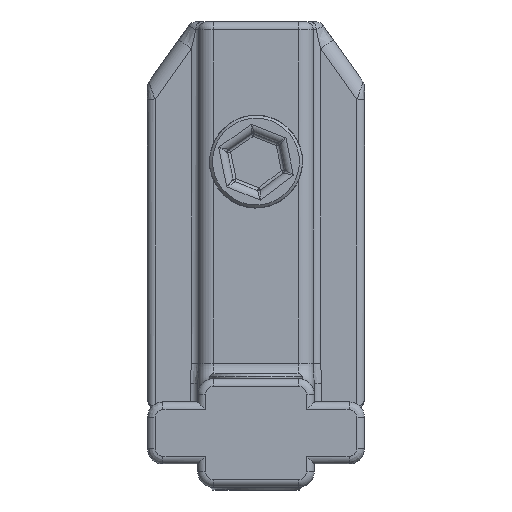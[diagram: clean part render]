
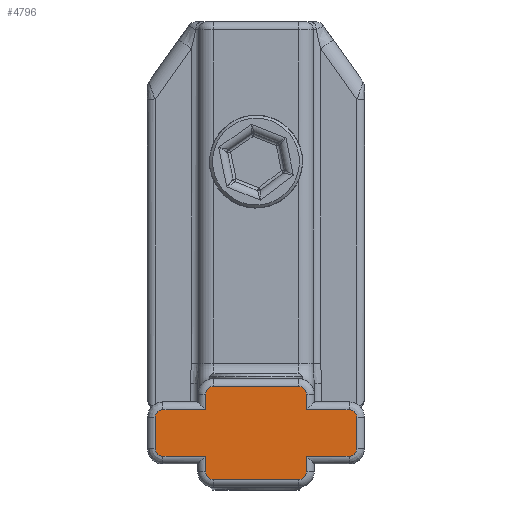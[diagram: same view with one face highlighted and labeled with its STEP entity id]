
A CAD part, front view. The second image highlights one B-rep face of the part: STEP entity #4796.
In plain terms, the highlighted planar face has unit normal (0, -1, 0).
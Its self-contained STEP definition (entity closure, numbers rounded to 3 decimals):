
#3773=CARTESIAN_POINT('',(-3.25,0.0,-1.5));
#3774=VERTEX_POINT('',#3773);
#3775=CARTESIAN_POINT('',(-6.,0.0,-1.5));
#3776=VERTEX_POINT('',#3775);
#3777=CARTESIAN_POINT('',(-3.25,0.0,-1.5));
#3778=DIRECTION('',(-1.0,0.0,0.0));
#3779=VECTOR('',#3778,2.75);
#3780=LINE('',#3777,#3779);
#3781=EDGE_CURVE('',#3774,#3776,#3780,.T.);
#3890=CARTESIAN_POINT('',(-6.5,0.0,-1.0));
#3891=VERTEX_POINT('',#3890);
#3901=CARTESIAN_POINT('',(-6.,0.0,-1.0));
#3902=DIRECTION('',(0.0,1.0,0.0));
#3903=DIRECTION('',(-0.707,0.0,-0.707));
#3904=AXIS2_PLACEMENT_3D('',#3901,#3902,#3903);
#3905=CIRCLE('',#3904,0.5);
#3906=EDGE_CURVE('',#3776,#3891,#3905,.T.);
#3916=CARTESIAN_POINT('',(-6.5,0.0,1.0));
#3917=VERTEX_POINT('',#3916);
#3927=CARTESIAN_POINT('',(-6.5,0.0,-1.0));
#3928=DIRECTION('',(0.0,0.0,1.0));
#3929=VECTOR('',#3928,2.0);
#3930=LINE('',#3927,#3929);
#3931=EDGE_CURVE('',#3891,#3917,#3930,.T.);
#4025=CARTESIAN_POINT('',(-6.,0.0,1.5));
#4026=VERTEX_POINT('',#4025);
#4036=CARTESIAN_POINT('',(-6.,0.0,1.0));
#4037=DIRECTION('',(0.0,1.0,0.0));
#4038=DIRECTION('',(-0.707,0.0,0.707));
#4039=AXIS2_PLACEMENT_3D('',#4036,#4037,#4038);
#4040=CIRCLE('',#4039,0.5);
#4041=EDGE_CURVE('',#3917,#4026,#4040,.T.);
#4053=CARTESIAN_POINT('',(-3.25,0.0,1.5));
#4054=VERTEX_POINT('',#4053);
#4055=CARTESIAN_POINT('',(-6.,0.0,1.5));
#4056=DIRECTION('',(1.0,0.0,0.0));
#4057=VECTOR('',#4056,2.75);
#4058=LINE('',#4055,#4057);
#4059=EDGE_CURVE('',#4026,#4054,#4058,.T.);
#4076=CARTESIAN_POINT('',(-3.25,0.0,2.5));
#4077=VERTEX_POINT('',#4076);
#4078=CARTESIAN_POINT('',(-3.25,0.0,1.5));
#4079=DIRECTION('',(0.0,0.0,1.0));
#4080=VECTOR('',#4079,1.0);
#4081=LINE('',#4078,#4080);
#4082=EDGE_CURVE('',#4054,#4077,#4081,.T.);
#4101=CARTESIAN_POINT('',(-2.75,0.0,3.0));
#4102=VERTEX_POINT('',#4101);
#4120=CARTESIAN_POINT('',(-2.75,0.0,2.5));
#4121=DIRECTION('',(0.0,1.0,0.0));
#4122=DIRECTION('',(-0.707,0.0,0.707));
#4123=AXIS2_PLACEMENT_3D('',#4120,#4121,#4122);
#4124=CIRCLE('',#4123,0.5);
#4125=EDGE_CURVE('',#4077,#4102,#4124,.T.);
#4135=CARTESIAN_POINT('',(2.75,0.0,3.0));
#4136=VERTEX_POINT('',#4135);
#4153=CARTESIAN_POINT('',(-2.75,0.0,3.0));
#4154=DIRECTION('',(1.0,0.0,0.0));
#4155=VECTOR('',#4154,5.5);
#4156=LINE('',#4153,#4155);
#4157=EDGE_CURVE('',#4102,#4136,#4156,.T.);
#4167=CARTESIAN_POINT('',(3.25,0.0,2.5));
#4168=VERTEX_POINT('',#4167);
#4184=CARTESIAN_POINT('',(2.75,0.0,2.5));
#4185=DIRECTION('',(0.0,1.0,0.0));
#4186=DIRECTION('',(0.707,0.0,0.707));
#4187=AXIS2_PLACEMENT_3D('',#4184,#4185,#4186);
#4188=CIRCLE('',#4187,0.5);
#4189=EDGE_CURVE('',#4136,#4168,#4188,.T.);
#4201=CARTESIAN_POINT('',(3.25,0.0,1.5));
#4202=VERTEX_POINT('',#4201);
#4203=CARTESIAN_POINT('',(3.25,0.0,2.5));
#4204=DIRECTION('',(0.0,0.0,-1.0));
#4205=VECTOR('',#4204,1.0);
#4206=LINE('',#4203,#4205);
#4207=EDGE_CURVE('',#4168,#4202,#4206,.T.);
#4224=CARTESIAN_POINT('',(6.,0.0,1.5));
#4225=VERTEX_POINT('',#4224);
#4226=CARTESIAN_POINT('',(3.25,0.0,1.5));
#4227=DIRECTION('',(1.0,0.0,0.0));
#4228=VECTOR('',#4227,2.75);
#4229=LINE('',#4226,#4228);
#4230=EDGE_CURVE('',#4202,#4225,#4229,.T.);
#4333=CARTESIAN_POINT('',(6.5,0.0,1.0));
#4334=VERTEX_POINT('',#4333);
#4344=CARTESIAN_POINT('',(6.,0.0,1.0));
#4345=DIRECTION('',(0.0,1.0,0.0));
#4346=DIRECTION('',(0.707,0.0,0.707));
#4347=AXIS2_PLACEMENT_3D('',#4344,#4345,#4346);
#4348=CIRCLE('',#4347,0.5);
#4349=EDGE_CURVE('',#4225,#4334,#4348,.T.);
#4359=CARTESIAN_POINT('',(6.5,0.0,-1.0));
#4360=VERTEX_POINT('',#4359);
#4370=CARTESIAN_POINT('',(6.5,0.0,1.0));
#4371=DIRECTION('',(0.0,0.0,-1.0));
#4372=VECTOR('',#4371,2.0);
#4373=LINE('',#4370,#4372);
#4374=EDGE_CURVE('',#4334,#4360,#4373,.T.);
#4468=CARTESIAN_POINT('',(6.,0.0,-1.5));
#4469=VERTEX_POINT('',#4468);
#4479=CARTESIAN_POINT('',(6.,0.0,-1.0));
#4480=DIRECTION('',(0.0,1.0,0.0));
#4481=DIRECTION('',(0.707,0.0,-0.707));
#4482=AXIS2_PLACEMENT_3D('',#4479,#4480,#4481);
#4483=CIRCLE('',#4482,0.5);
#4484=EDGE_CURVE('',#4360,#4469,#4483,.T.);
#4496=CARTESIAN_POINT('',(3.25,0.0,-1.5));
#4497=VERTEX_POINT('',#4496);
#4498=CARTESIAN_POINT('',(6.,0.0,-1.5));
#4499=DIRECTION('',(-1.0,0.0,0.0));
#4500=VECTOR('',#4499,2.75);
#4501=LINE('',#4498,#4500);
#4502=EDGE_CURVE('',#4469,#4497,#4501,.T.);
#4519=CARTESIAN_POINT('',(3.25,0.0,-2.5));
#4520=VERTEX_POINT('',#4519);
#4521=CARTESIAN_POINT('',(3.25,0.0,-1.5));
#4522=DIRECTION('',(0.0,0.0,-1.0));
#4523=VECTOR('',#4522,1.);
#4524=LINE('',#4521,#4523);
#4525=EDGE_CURVE('',#4497,#4520,#4524,.T.);
#4544=CARTESIAN_POINT('',(2.75,0.0,-3.0));
#4545=VERTEX_POINT('',#4544);
#4563=CARTESIAN_POINT('',(2.75,0.0,-2.5));
#4564=DIRECTION('',(0.0,1.0,0.0));
#4565=DIRECTION('',(0.707,0.0,-0.707));
#4566=AXIS2_PLACEMENT_3D('',#4563,#4564,#4565);
#4567=CIRCLE('',#4566,0.5);
#4568=EDGE_CURVE('',#4520,#4545,#4567,.T.);
#4578=CARTESIAN_POINT('',(-2.75,0.0,-3.0));
#4579=VERTEX_POINT('',#4578);
#4596=CARTESIAN_POINT('',(2.75,0.0,-3.0));
#4597=DIRECTION('',(-1.0,0.0,0.0));
#4598=VECTOR('',#4597,5.5);
#4599=LINE('',#4596,#4598);
#4600=EDGE_CURVE('',#4545,#4579,#4599,.T.);
#4610=CARTESIAN_POINT('',(-3.25,0.0,-2.5));
#4611=VERTEX_POINT('',#4610);
#4627=CARTESIAN_POINT('',(-2.75,0.0,-2.5));
#4628=DIRECTION('',(0.0,1.0,0.0));
#4629=DIRECTION('',(-0.707,0.0,-0.707));
#4630=AXIS2_PLACEMENT_3D('',#4627,#4628,#4629);
#4631=CIRCLE('',#4630,0.5);
#4632=EDGE_CURVE('',#4579,#4611,#4631,.T.);
#4644=CARTESIAN_POINT('',(-3.25,0.0,-2.5));
#4645=DIRECTION('',(0.0,0.0,1.0));
#4646=VECTOR('',#4645,1.0);
#4647=LINE('',#4644,#4646);
#4648=EDGE_CURVE('',#4611,#3774,#4647,.T.);
#4769=CARTESIAN_POINT('',(0.,0.0,0.));
#4770=DIRECTION('',(0.0,1.0,0.0));
#4771=DIRECTION('',(0.0,0.0,1.0));
#4772=AXIS2_PLACEMENT_3D('',#4769,#4770,#4771);
#4773=PLANE('',#4772);
#4774=ORIENTED_EDGE('',*,*,#3781,.F.);
#4775=ORIENTED_EDGE('',*,*,#4648,.F.);
#4776=ORIENTED_EDGE('',*,*,#4632,.F.);
#4777=ORIENTED_EDGE('',*,*,#4600,.F.);
#4778=ORIENTED_EDGE('',*,*,#4568,.F.);
#4779=ORIENTED_EDGE('',*,*,#4525,.F.);
#4780=ORIENTED_EDGE('',*,*,#4502,.F.);
#4781=ORIENTED_EDGE('',*,*,#4484,.F.);
#4782=ORIENTED_EDGE('',*,*,#4374,.F.);
#4783=ORIENTED_EDGE('',*,*,#4349,.F.);
#4784=ORIENTED_EDGE('',*,*,#4230,.F.);
#4785=ORIENTED_EDGE('',*,*,#4207,.F.);
#4786=ORIENTED_EDGE('',*,*,#4189,.F.);
#4787=ORIENTED_EDGE('',*,*,#4157,.F.);
#4788=ORIENTED_EDGE('',*,*,#4125,.F.);
#4789=ORIENTED_EDGE('',*,*,#4082,.F.);
#4790=ORIENTED_EDGE('',*,*,#4059,.F.);
#4791=ORIENTED_EDGE('',*,*,#4041,.F.);
#4792=ORIENTED_EDGE('',*,*,#3931,.F.);
#4793=ORIENTED_EDGE('',*,*,#3906,.F.);
#4794=EDGE_LOOP('',(#4774,#4775,#4776,#4777,#4778,#4779,#4780,#4781,#4782,#4783,#4784,#4785,#4786,#4787,#4788,#4789,#4790,#4791,#4792,#4793));
#4795=FACE_OUTER_BOUND('',#4794,.T.);
#4796=ADVANCED_FACE('',(#4795),#4773,.F.);
